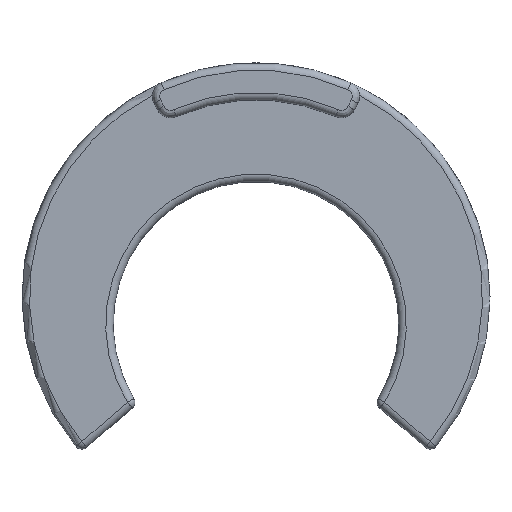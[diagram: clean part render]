
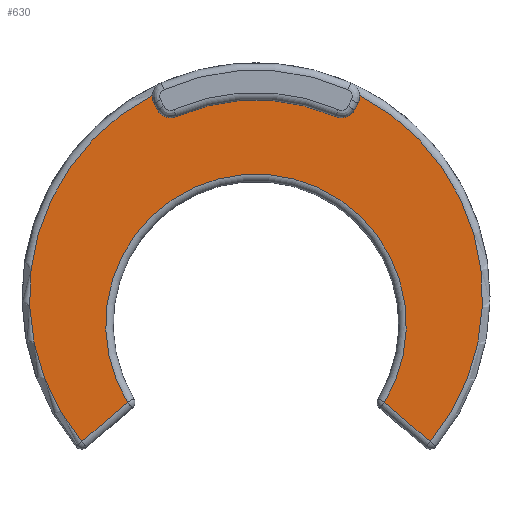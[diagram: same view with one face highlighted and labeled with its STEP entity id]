
A CAD part, top view. The second image highlights one B-rep face of the part: STEP entity #630.
In plain terms, the highlighted planar face has unit normal (0, 0, 1).
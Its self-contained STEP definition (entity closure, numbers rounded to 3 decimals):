
#29=PLANE('',#730);
#42=LINE('',#1086,#72);
#54=LINE('',#1168,#84);
#56=LINE('',#1174,#86);
#61=LINE('',#1208,#91);
#72=VECTOR('',#805,10.);
#84=VECTOR('',#915,10.);
#86=VECTOR('',#925,10.);
#91=VECTOR('',#956,10.);
#158=FACE_OUTER_BOUND('',#201,.T.);
#201=EDGE_LOOP('',(#572,#573,#574,#575,#576,#577,#578,#579,#580,#581,#582,
#583));
#225=CIRCLE('',#662,0.4);
#226=CIRCLE('',#665,0.4);
#254=CIRCLE('',#711,6.107);
#255=CIRCLE('',#714,4.05);
#257=CIRCLE('',#718,6.107);
#258=CIRCLE('',#724,0.4);
#259=CIRCLE('',#726,5.307);
#260=CIRCLE('',#728,0.4);
#283=VERTEX_POINT('',#1067);
#284=VERTEX_POINT('',#1069);
#285=VERTEX_POINT('',#1084);
#286=VERTEX_POINT('',#1088);
#287=VERTEX_POINT('',#1093);
#293=VERTEX_POINT('',#1107);
#301=VERTEX_POINT('',#1138);
#306=VERTEX_POINT('',#1159);
#307=VERTEX_POINT('',#1177);
#308=VERTEX_POINT('',#1196);
#309=VERTEX_POINT('',#1198);
#310=VERTEX_POINT('',#1204);
#343=EDGE_CURVE('',#283,#284,#225,.F.);
#346=EDGE_CURVE('',#283,#285,#42,.T.);
#348=EDGE_CURVE('',#286,#285,#226,.F.);
#386=EDGE_CURVE('',#284,#306,#254,.T.);
#387=EDGE_CURVE('',#306,#301,#54,.T.);
#389=EDGE_CURVE('',#301,#293,#255,.T.);
#391=EDGE_CURVE('',#293,#287,#56,.T.);
#394=EDGE_CURVE('',#287,#307,#257,.T.);
#396=EDGE_CURVE('',#308,#309,#258,.F.);
#398=EDGE_CURVE('',#286,#309,#259,.T.);
#399=EDGE_CURVE('',#307,#310,#260,.F.);
#401=EDGE_CURVE('',#308,#310,#61,.T.);
#572=ORIENTED_EDGE('',*,*,#386,.F.);
#573=ORIENTED_EDGE('',*,*,#343,.F.);
#574=ORIENTED_EDGE('',*,*,#346,.T.);
#575=ORIENTED_EDGE('',*,*,#348,.F.);
#576=ORIENTED_EDGE('',*,*,#398,.T.);
#577=ORIENTED_EDGE('',*,*,#396,.F.);
#578=ORIENTED_EDGE('',*,*,#401,.T.);
#579=ORIENTED_EDGE('',*,*,#399,.F.);
#580=ORIENTED_EDGE('',*,*,#394,.F.);
#581=ORIENTED_EDGE('',*,*,#391,.F.);
#582=ORIENTED_EDGE('',*,*,#389,.F.);
#583=ORIENTED_EDGE('',*,*,#387,.F.);
#630=ADVANCED_FACE('',(#158),#29,.T.);
#662=AXIS2_PLACEMENT_3D('',#1070,#800,#801);
#665=AXIS2_PLACEMENT_3D('',#1090,#809,#810);
#711=AXIS2_PLACEMENT_3D('',#1166,#911,#912);
#714=AXIS2_PLACEMENT_3D('',#1171,#919,#920);
#718=AXIS2_PLACEMENT_3D('',#1190,#929,#930);
#724=AXIS2_PLACEMENT_3D('',#1199,#942,#943);
#726=AXIS2_PLACEMENT_3D('',#1202,#947,#948);
#728=AXIS2_PLACEMENT_3D('',#1205,#951,#952);
#730=AXIS2_PLACEMENT_3D('',#1209,#957,#958);
#800=DIRECTION('center_axis',(0.,0.,-1.));
#801=DIRECTION('ref_axis',(0.945,0.328,0.));
#805=DIRECTION('',(-0.466,-0.885,0.));
#809=DIRECTION('center_axis',(0.,0.,-1.));
#810=DIRECTION('ref_axis',(0.329,-0.944,0.));
#911=DIRECTION('center_axis',(0.,0.,-1.));
#912=DIRECTION('ref_axis',(0.977,0.212,0.));
#915=DIRECTION('',(-0.759,0.652,0.));
#919=DIRECTION('center_axis',(0.,0.,1.));
#920=DIRECTION('ref_axis',(0.,1.,0.));
#925=DIRECTION('',(-0.759,-0.652,0.));
#929=DIRECTION('center_axis',(0.,0.,-1.));
#930=DIRECTION('ref_axis',(-0.977,0.212,0.));
#942=DIRECTION('center_axis',(0.,0.,-1.));
#943=DIRECTION('ref_axis',(-0.329,-0.944,0.));
#947=DIRECTION('center_axis',(0.,0.,1.));
#948=DIRECTION('ref_axis',(0.466,0.885,0.));
#951=DIRECTION('center_axis',(0.,0.,-1.));
#952=DIRECTION('ref_axis',(-0.945,0.328,0.));
#956=DIRECTION('',(-0.466,0.885,0.));
#957=DIRECTION('center_axis',(0.,0.,1.));
#958=DIRECTION('ref_axis',(1.,0.,0.));
#1067=CARTESIAN_POINT('',(2.747,5.957,1.43));
#1069=CARTESIAN_POINT('',(2.792,6.174,1.43));
#1070=CARTESIAN_POINT('Origin',(2.393,6.143,1.43));
#1084=CARTESIAN_POINT('',(2.654,5.78,1.43));
#1086=CARTESIAN_POINT('',(2.94,6.323,1.43));
#1088=CARTESIAN_POINT('',(2.139,5.6,1.43));
#1090=CARTESIAN_POINT('Origin',(2.3,5.966,1.43));
#1093=CARTESIAN_POINT('',(-4.696,-3.162,1.43));
#1107=CARTESIAN_POINT('',(-3.462,-2.102,1.43));
#1138=CARTESIAN_POINT('',(3.462,-2.102,1.43));
#1159=CARTESIAN_POINT('',(4.696,-3.162,1.43));
#1166=CARTESIAN_POINT('Origin',(0.,0.743,
1.43));
#1168=CARTESIAN_POINT('',(1.435,-0.361,1.43));
#1171=CARTESIAN_POINT('Origin',(0.,0.,1.43));
#1174=CARTESIAN_POINT('',(-2.194,-1.013,1.43));
#1177=CARTESIAN_POINT('',(-2.792,6.174,1.43));
#1190=CARTESIAN_POINT('Origin',(0.,0.743,
1.43));
#1196=CARTESIAN_POINT('',(-2.654,5.78,1.43));
#1198=CARTESIAN_POINT('',(-2.139,5.6,1.43));
#1199=CARTESIAN_POINT('Origin',(-2.3,5.966,1.43));
#1202=CARTESIAN_POINT('Origin',(0.,0.743,
1.43));
#1204=CARTESIAN_POINT('',(-2.747,5.957,1.43));
#1205=CARTESIAN_POINT('Origin',(-2.393,6.143,1.43));
#1208=CARTESIAN_POINT('',(-2.474,5.438,1.43));
#1209=CARTESIAN_POINT('Origin',(0.,1.803,1.43));
